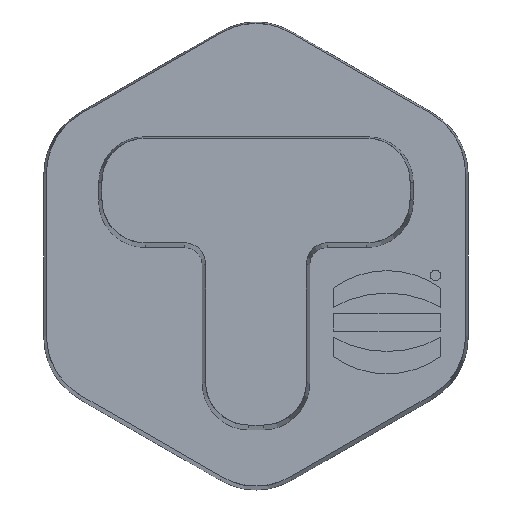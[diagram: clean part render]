
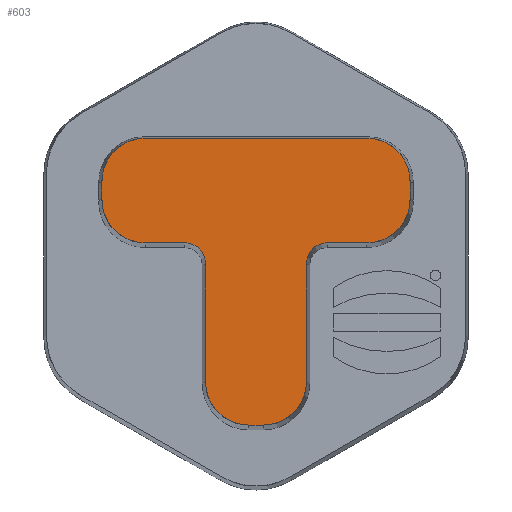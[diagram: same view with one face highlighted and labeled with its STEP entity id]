
A CAD part, top view. The second image highlights one B-rep face of the part: STEP entity #603.
In plain terms, the highlighted planar face has unit normal (0, 0, 1).
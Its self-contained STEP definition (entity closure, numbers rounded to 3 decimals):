
#459=LINE('',#1993,#535);
#460=LINE('',#1997,#536);
#461=LINE('',#2001,#537);
#462=LINE('',#2005,#538);
#463=LINE('',#2009,#539);
#464=LINE('',#2013,#540);
#465=LINE('',#2017,#541);
#466=LINE('',#2021,#542);
#535=VECTOR('',#1665,1.);
#536=VECTOR('',#1668,1.);
#537=VECTOR('',#1671,1.);
#538=VECTOR('',#1674,1.);
#539=VECTOR('',#1677,1.);
#540=VECTOR('',#1680,1.);
#541=VECTOR('',#1683,1.);
#542=VECTOR('',#1686,1.);
#603=ADVANCED_FACE('',(#687),#660,.T.);
#660=PLANE('',#1509);
#687=FACE_OUTER_BOUND('',#747,.T.);
#747=EDGE_LOOP('',(#852,#853,#854,#855,#856,#857,#858,#859,#860,#861,#862,
#863,#864,#865,#866,#867));
#852=ORIENTED_EDGE('',*,*,#1245,.T.);
#853=ORIENTED_EDGE('',*,*,#1246,.T.);
#854=ORIENTED_EDGE('',*,*,#1247,.T.);
#855=ORIENTED_EDGE('',*,*,#1248,.T.);
#856=ORIENTED_EDGE('',*,*,#1249,.T.);
#857=ORIENTED_EDGE('',*,*,#1250,.T.);
#858=ORIENTED_EDGE('',*,*,#1251,.T.);
#859=ORIENTED_EDGE('',*,*,#1252,.T.);
#860=ORIENTED_EDGE('',*,*,#1253,.T.);
#861=ORIENTED_EDGE('',*,*,#1254,.T.);
#862=ORIENTED_EDGE('',*,*,#1255,.T.);
#863=ORIENTED_EDGE('',*,*,#1256,.T.);
#864=ORIENTED_EDGE('',*,*,#1257,.T.);
#865=ORIENTED_EDGE('',*,*,#1258,.T.);
#866=ORIENTED_EDGE('',*,*,#1259,.T.);
#867=ORIENTED_EDGE('',*,*,#1260,.T.);
#1143=VERTEX_POINT('',#1991);
#1144=VERTEX_POINT('',#1992);
#1145=VERTEX_POINT('',#1994);
#1146=VERTEX_POINT('',#1996);
#1147=VERTEX_POINT('',#1998);
#1148=VERTEX_POINT('',#2000);
#1149=VERTEX_POINT('',#2002);
#1150=VERTEX_POINT('',#2004);
#1151=VERTEX_POINT('',#2006);
#1152=VERTEX_POINT('',#2008);
#1153=VERTEX_POINT('',#2010);
#1154=VERTEX_POINT('',#2012);
#1155=VERTEX_POINT('',#2014);
#1156=VERTEX_POINT('',#2016);
#1157=VERTEX_POINT('',#2018);
#1158=VERTEX_POINT('',#2020);
#1245=EDGE_CURVE('',#1143,#1144,#1373,.T.);
#1246=EDGE_CURVE('',#1144,#1145,#459,.T.);
#1247=EDGE_CURVE('',#1145,#1146,#1374,.T.);
#1248=EDGE_CURVE('',#1146,#1147,#460,.T.);
#1249=EDGE_CURVE('',#1147,#1148,#1375,.T.);
#1250=EDGE_CURVE('',#1148,#1149,#461,.T.);
#1251=EDGE_CURVE('',#1149,#1150,#1376,.T.);
#1252=EDGE_CURVE('',#1150,#1151,#462,.T.);
#1253=EDGE_CURVE('',#1151,#1152,#1377,.T.);
#1254=EDGE_CURVE('',#1152,#1153,#463,.T.);
#1255=EDGE_CURVE('',#1153,#1154,#1378,.T.);
#1256=EDGE_CURVE('',#1154,#1155,#464,.T.);
#1257=EDGE_CURVE('',#1155,#1156,#1379,.T.);
#1258=EDGE_CURVE('',#1156,#1157,#465,.T.);
#1259=EDGE_CURVE('',#1157,#1158,#1380,.T.);
#1260=EDGE_CURVE('',#1158,#1143,#466,.T.);
#1373=CIRCLE('',#1501,0.606);
#1374=CIRCLE('',#1502,0.606);
#1375=CIRCLE('',#1503,0.606);
#1376=CIRCLE('',#1504,0.606);
#1377=CIRCLE('',#1505,0.294);
#1378=CIRCLE('',#1506,0.606);
#1379=CIRCLE('',#1507,0.606);
#1380=CIRCLE('',#1508,0.294);
#1501=AXIS2_PLACEMENT_3D('',#1990,#1663,#1664);
#1502=AXIS2_PLACEMENT_3D('',#1995,#1666,#1667);
#1503=AXIS2_PLACEMENT_3D('',#1999,#1669,#1670);
#1504=AXIS2_PLACEMENT_3D('',#2003,#1672,#1673);
#1505=AXIS2_PLACEMENT_3D('',#2007,#1675,#1676);
#1506=AXIS2_PLACEMENT_3D('',#2011,#1678,#1679);
#1507=AXIS2_PLACEMENT_3D('',#2015,#1681,#1682);
#1508=AXIS2_PLACEMENT_3D('',#2019,#1684,#1685);
#1509=AXIS2_PLACEMENT_3D('',#2022,#1687,#1688);
#1663=DIRECTION('',(0.,0.,1.));
#1664=DIRECTION('',(1.,0.,0.));
#1665=DIRECTION('',(0.,1.,0.));
#1666=DIRECTION('',(0.,0.,1.));
#1667=DIRECTION('',(1.,0.,0.));
#1668=DIRECTION('',(-1.,0.,0.));
#1669=DIRECTION('',(0.,0.,1.));
#1670=DIRECTION('',(1.,0.,0.));
#1671=DIRECTION('',(0.,-1.,0.));
#1672=DIRECTION('',(0.,0.,1.));
#1673=DIRECTION('',(1.,0.,0.));
#1674=DIRECTION('',(1.,0.,0.));
#1675=DIRECTION('',(0.,0.,-1.));
#1676=DIRECTION('',(1.,0.,0.));
#1677=DIRECTION('',(0.,-1.,0.));
#1678=DIRECTION('',(0.,0.,1.));
#1679=DIRECTION('',(1.,0.,0.));
#1680=DIRECTION('',(1.,0.,0.));
#1681=DIRECTION('',(0.,0.,1.));
#1682=DIRECTION('',(1.,0.,0.));
#1683=DIRECTION('',(0.,1.,0.));
#1684=DIRECTION('',(0.,0.,-1.));
#1685=DIRECTION('',(1.,0.,0.));
#1686=DIRECTION('',(1.,0.,0.));
#1687=DIRECTION('',(0.,0.,1.));
#1688=DIRECTION('',(1.,0.,0.));
#1990=CARTESIAN_POINT('',(1.55,0.75,23.5));
#1991=CARTESIAN_POINT('',(1.55,0.144,23.5));
#1992=CARTESIAN_POINT('',(2.156,0.75,23.5));
#1993=CARTESIAN_POINT('',(2.156,0.,23.5));
#1994=CARTESIAN_POINT('',(2.156,1.,23.5));
#1995=CARTESIAN_POINT('',(1.55,1.,23.5));
#1996=CARTESIAN_POINT('',(1.55,1.606,23.5));
#1997=CARTESIAN_POINT('',(0.,1.606,23.5));
#1998=CARTESIAN_POINT('',(-1.55,1.606,23.5));
#1999=CARTESIAN_POINT('',(-1.55,1.,23.5));
#2000=CARTESIAN_POINT('',(-2.156,1.,23.5));
#2001=CARTESIAN_POINT('',(-2.156,0.,23.5));
#2002=CARTESIAN_POINT('',(-2.156,0.75,23.5));
#2003=CARTESIAN_POINT('',(-1.55,0.75,23.5));
#2004=CARTESIAN_POINT('',(-1.55,0.144,23.5));
#2005=CARTESIAN_POINT('',(-2.2,0.144,23.5));
#2006=CARTESIAN_POINT('',(-1.,0.144,23.5));
#2007=CARTESIAN_POINT('',(-1.,-0.15,23.5));
#2008=CARTESIAN_POINT('',(-0.706,-0.15,23.5));
#2009=CARTESIAN_POINT('',(-0.706,0.1,23.5));
#2010=CARTESIAN_POINT('',(-0.706,-1.8,23.5));
#2011=CARTESIAN_POINT('',(-0.1,-1.8,23.5));
#2012=CARTESIAN_POINT('',(-0.1,-2.406,23.5));
#2013=CARTESIAN_POINT('',(0.,-2.406,23.5));
#2014=CARTESIAN_POINT('',(0.1,-2.406,23.5));
#2015=CARTESIAN_POINT('',(0.1,-1.8,23.5));
#2016=CARTESIAN_POINT('',(0.706,-1.8,23.5));
#2017=CARTESIAN_POINT('',(0.706,-2.45,23.5));
#2018=CARTESIAN_POINT('',(0.706,-0.15,23.5));
#2019=CARTESIAN_POINT('',(1.,-0.15,23.5));
#2020=CARTESIAN_POINT('',(1.,0.144,23.5));
#2021=CARTESIAN_POINT('',(0.75,0.144,23.5));
#2022=CARTESIAN_POINT('',(0.,0.,23.5));
